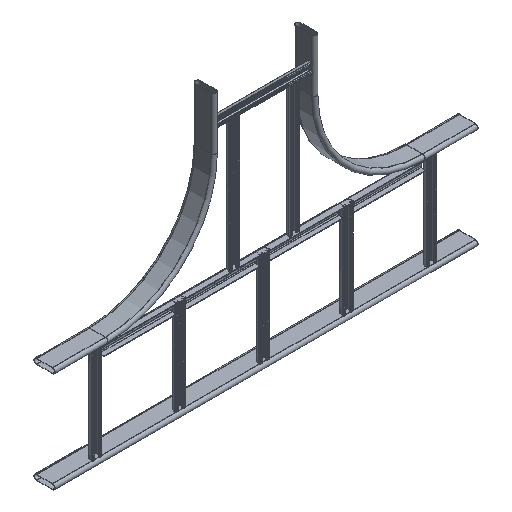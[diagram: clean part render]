
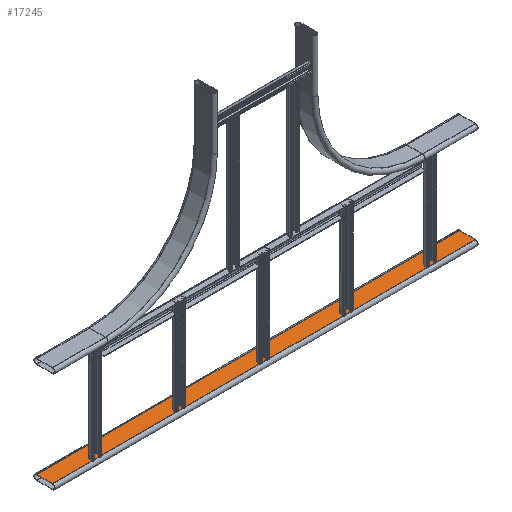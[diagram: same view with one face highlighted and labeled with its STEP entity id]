
A CAD part, isometric view. The second image highlights one B-rep face of the part: STEP entity #17245.
In plain terms, the highlighted planar face has unit normal (0, 0, 1).
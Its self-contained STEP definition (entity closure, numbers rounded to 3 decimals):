
#2015 = VERTEX_POINT ( 'NONE', #4194 ) ;
#2560 = VECTOR ( 'NONE', #19939, 1000. ) ;
#3481 = DIRECTION ( 'NONE',  ( 0., 1., 0. ) ) ;
#3729 = ORIENTED_EDGE ( 'NONE', *, *, #22676, .F. ) ;
#4033 = AXIS2_PLACEMENT_3D ( 'NONE', #15618, #18125, #3481 ) ;
#4194 = CARTESIAN_POINT ( 'NONE',  ( -600., -22.5, 7.5 ) ) ;
#4823 = VERTEX_POINT ( 'NONE', #17965 ) ;
#5127 = CARTESIAN_POINT ( 'NONE',  ( 600., 22.5, 7.5 ) ) ;
#5726 = ORIENTED_EDGE ( 'NONE', *, *, #24145, .T. ) ;
#6378 = VECTOR ( 'NONE', #24379, 1000. ) ;
#6508 = VECTOR ( 'NONE', #22557, 1000. ) ;
#8009 = CARTESIAN_POINT ( 'NONE',  ( 600., 22.5, 7.5 ) ) ;
#9034 = VERTEX_POINT ( 'NONE', #30102 ) ;
#9903 = LINE ( 'NONE', #29563, #2560 ) ;
#9998 = EDGE_LOOP ( 'NONE', ( #3729, #14575, #5726, #23590 ) ) ;
#11329 = FACE_OUTER_BOUND ( 'NONE', #9998, .T. ) ;
#11979 = VECTOR ( 'NONE', #25268, 1000. ) ;
#12744 = LINE ( 'NONE', #17944, #11979 ) ;
#14575 = ORIENTED_EDGE ( 'NONE', *, *, #19267, .F. ) ;
#15618 = CARTESIAN_POINT ( 'NONE',  ( 600., -22.5, 7.5 ) ) ;
#16176 = EDGE_CURVE ( 'NONE', #20067, #9034, #17903, .T. ) ;
#17245 = ADVANCED_FACE ( 'NONE', ( #11329 ), #30188, .T. ) ;
#17903 = LINE ( 'NONE', #8009, #6508 ) ;
#17944 = CARTESIAN_POINT ( 'NONE',  ( 600., -22.5, 7.5 ) ) ;
#17965 = CARTESIAN_POINT ( 'NONE',  ( 600., -22.5, 7.5 ) ) ;
#18125 = DIRECTION ( 'NONE',  ( 0., 0., 1. ) ) ;
#19267 = EDGE_CURVE ( 'NONE', #4823, #2015, #12744, .T. ) ;
#19939 = DIRECTION ( 'NONE',  ( 0., 1., 0. ) ) ;
#20067 = VERTEX_POINT ( 'NONE', #5127 ) ;
#22557 = DIRECTION ( 'NONE',  ( -1., 0., 0. ) ) ;
#22676 = EDGE_CURVE ( 'NONE', #2015, #9034, #9903, .T. ) ;
#23590 = ORIENTED_EDGE ( 'NONE', *, *, #16176, .T. ) ;
#24145 = EDGE_CURVE ( 'NONE', #4823, #20067, #29122, .T. ) ;
#24379 = DIRECTION ( 'NONE',  ( 0., 1., 0. ) ) ;
#25268 = DIRECTION ( 'NONE',  ( -1., 0., 0. ) ) ;
#29122 = LINE ( 'NONE', #29131, #6378 ) ;
#29131 = CARTESIAN_POINT ( 'NONE',  ( 600., -22.5, 7.5 ) ) ;
#29563 = CARTESIAN_POINT ( 'NONE',  ( -600., -22.5, 7.5 ) ) ;
#30102 = CARTESIAN_POINT ( 'NONE',  ( -600., 22.5, 7.5 ) ) ;
#30188 = PLANE ( 'NONE',  #4033 ) ;
